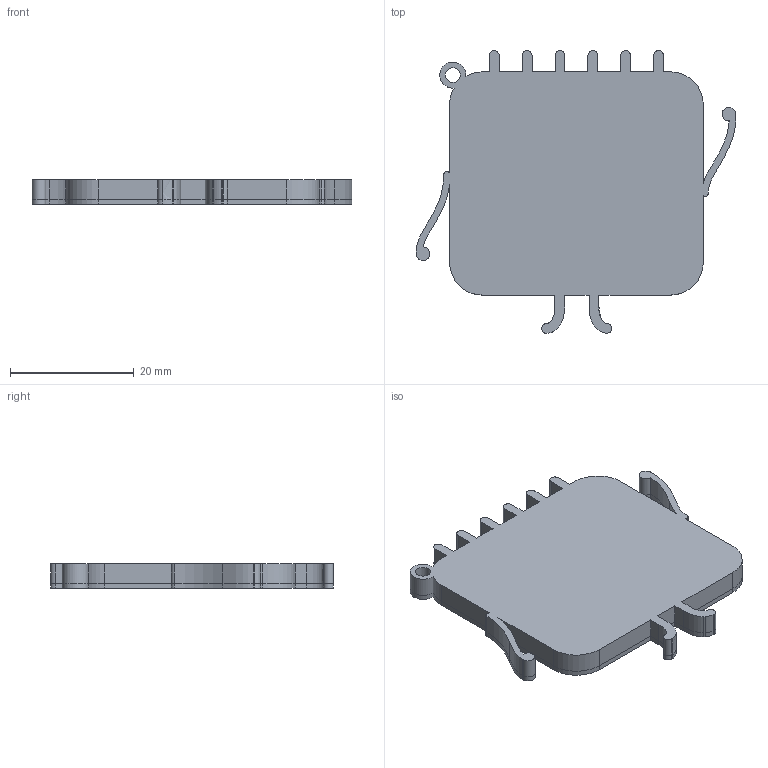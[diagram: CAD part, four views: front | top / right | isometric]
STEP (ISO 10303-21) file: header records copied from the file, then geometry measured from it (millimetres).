
FILE_DESCRIPTION(/* description */ (''),/* implementation_level */ '2;1');
FILE_NAME(/* name */ 'circuitree_waving.step',/* time_stamp */ '2024-09-11T18:50:42+02:00',/* author */ (''),/* organization */ (''),/* preprocessor_version */ 'ST-DEVELOPER v20',/* originating_system */ 'Autodesk Translation Framework v12.14.0.127',/* authorisation */ '');
FILE_SCHEMA (('AUTOMOTIVE_DESIGN { 1 0 10303 214 3 1 1 }'));
Length unit declared in the file: millimetre
Products named in the file (1): Logo
Bounding box: 51.81 x 45.77 x 4 mm (x, y, z)
Volume: 6229.1 mm3; surface area: 8077.4 mm2
Topology: 8 solids, 8 shells, 268 faces, 748 edges, 492 vertices
Faces by surface type: plane 112, cylinder 94, bspline 62
Full cylindrical faces by diameter (mm): 2.4 x2
Entity records: 8798 total; most frequent: CARTESIAN_POINT 2259, ORIENTED_EDGE 1488, DIRECTION 1238, EDGE_CURVE 744, VERTEX_POINT 492, LINE 436, VECTOR 436, AXIS2_PLACEMENT_3D 401
